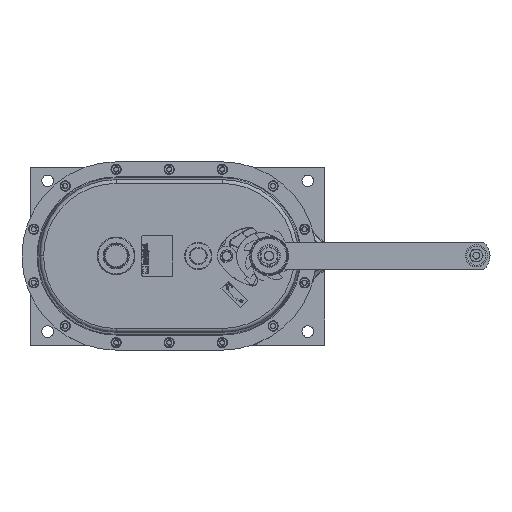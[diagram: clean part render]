
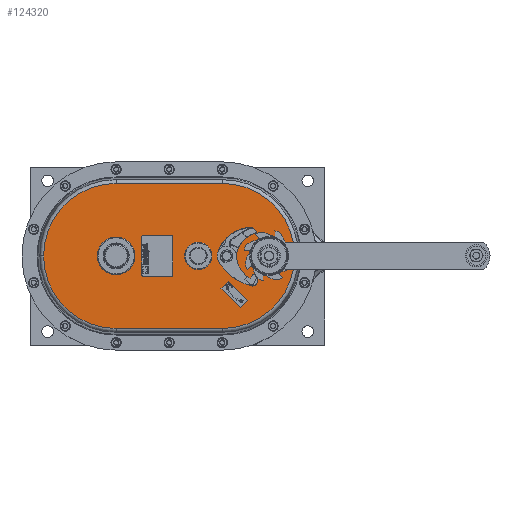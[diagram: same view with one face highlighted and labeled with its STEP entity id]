
A CAD part, top view. The second image highlights one B-rep face of the part: STEP entity #124320.
In plain terms, the highlighted planar face has unit normal (0, 0, 1).
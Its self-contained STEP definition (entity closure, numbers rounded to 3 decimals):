
#95700=CARTESIAN_POINT('',(130.,133.,252.));
#95710=VERTEX_POINT('',#95700);
#95890=CARTESIAN_POINT('',(130.,154.,252.));
#95900=VERTEX_POINT('',#95890);
#95930=CARTESIAN_POINT('',(130.,143.5,252.));
#95940=DIRECTION('',(0.,0.,1.));
#95950=DIRECTION('',(0.,1.,0.));
#95960=AXIS2_PLACEMENT_3D('',#95930,#95940,#95950);
#95970=CIRCLE('',#95960,10.5);
#95980=EDGE_CURVE('',#95710,#95900,#95970,.T.);
#97200=CARTESIAN_POINT('',(130.,205.,252.));
#97210=VERTEX_POINT('',#97200);
#97260=CARTESIAN_POINT('',(130.,185.,252.));
#97270=DIRECTION('',(0.,0.,1.));
#97280=DIRECTION('',(0.,1.,0.));
#97290=AXIS2_PLACEMENT_3D('',#97260,#97270,#97280);
#97300=CIRCLE('',#97290,20.);
#97310=CARTESIAN_POINT('',(130.,165.,252.));
#97320=VERTEX_POINT('',#97310);
#97330=EDGE_CURVE('',#97320,#97210,#97300,.T.);
#100410=CARTESIAN_POINT('',(130.,332.5,252.));
#100420=VERTEX_POINT('',#100410);
#100450=CARTESIAN_POINT('',(130.,305.,252.));
#100460=DIRECTION('',(0.,0.,1.));
#100470=DIRECTION('',(0.,1.,0.));
#100480=AXIS2_PLACEMENT_3D('',#100450,#100460,#100470);
#100490=CIRCLE('',#100480,27.5);
#100500=CARTESIAN_POINT('',(130.,277.5,252.));
#100510=VERTEX_POINT('',#100500);
#100520=EDGE_CURVE('',#100510,#100420,#100490,.T.);
#119470=CARTESIAN_POINT('',(24.04,305.,252.));
#119480=VERTEX_POINT('',#119470);
#119510=CARTESIAN_POINT('',(24.04,150.,252.));
#119520=DIRECTION('',(0.,1.,0.));
#119530=VECTOR('',#119520,1.);
#119540=LINE('',#119510,#119530);
#119550=CARTESIAN_POINT('',(24.04,150.,252.));
#119560=VERTEX_POINT('',#119550);
#119570=EDGE_CURVE('',#119560,#119480,#119540,.T.);
#121540=CARTESIAN_POINT('',(130.,150.,252.));
#121550=DIRECTION('',(0.,0.,-1.));
#121560=DIRECTION('',(0.,1.,0.));
#121570=AXIS2_PLACEMENT_3D('',#121540,#121550,#121560);
#121580=CIRCLE('',#121570,105.96);
#121590=CARTESIAN_POINT('',(130.,44.04,252.));
#121600=VERTEX_POINT('',#121590);
#121610=EDGE_CURVE('',#121600,#119560,#121580,.T.);
#122340=CARTESIAN_POINT('',(130.,410.96,252.));
#122350=VERTEX_POINT('',#122340);
#122440=CARTESIAN_POINT('',(235.96,305.,252.));
#122450=VERTEX_POINT('',#122440);
#122480=CARTESIAN_POINT('',(130.,305.,252.));
#122490=DIRECTION('',(0.,0.,-1.));
#122500=DIRECTION('',(0.,1.,0.));
#122510=AXIS2_PLACEMENT_3D('',#122480,#122490,#122500);
#122520=CIRCLE('',#122510,105.96);
#122530=EDGE_CURVE('',#122350,#122450,#122520,.T.);
#122700=CARTESIAN_POINT('',(235.96,150.,252.));
#122710=VERTEX_POINT('',#122700);
#122740=CARTESIAN_POINT('',(235.96,150.,252.));
#122750=DIRECTION('',(0.,-1.,0.));
#122760=VECTOR('',#122750,1.);
#122770=LINE('',#122740,#122760);
#122780=EDGE_CURVE('',#122450,#122710,#122770,.T.);
#122830=CARTESIAN_POINT('',(20.679,192.486,252.));
#122840=DIRECTION('',(-0.,0.,1.));
#122850=DIRECTION('',(0.,-1.,0.));
#122860=AXIS2_PLACEMENT_3D('',#122830,#122840,#122850);
#122870=PLANE('',#122860);
#122880=CARTESIAN_POINT('',(130.,81.5,252.));
#122890=DIRECTION('',(0.,0.,1.));
#122900=DIRECTION('',(0.,1.,0.));
#122910=AXIS2_PLACEMENT_3D('',#122880,#122890,#122900);
#122920=CIRCLE('',#122910,20.);
#122930=CARTESIAN_POINT('',(130.,101.5,252.));
#122940=VERTEX_POINT('',#122930);
#122950=CARTESIAN_POINT('',(130.,61.5,252.));
#122960=VERTEX_POINT('',#122950);
#122970=EDGE_CURVE('',#122940,#122960,#122920,.T.);
#122980=ORIENTED_EDGE('',*,*,#122970,.F.);
#122990=EDGE_CURVE('',#122960,#122940,#122920,.T.);
#123000=ORIENTED_EDGE('',*,*,#122990,.F.);
#123010=EDGE_LOOP('',(#123000,#122980));
#123020=FACE_BOUND('',#123010,.T.);
#123030=EDGE_CURVE('',#100420,#100510,#100490,.T.);
#123040=ORIENTED_EDGE('',*,*,#123030,.F.);
#123050=ORIENTED_EDGE('',*,*,#100520,.F.);
#123060=EDGE_LOOP('',(#123050,#123040));
#123070=FACE_BOUND('',#123060,.T.);
#123080=EDGE_CURVE('',#97210,#97320,#97300,.T.);
#123090=ORIENTED_EDGE('',*,*,#123080,.F.);
#123100=ORIENTED_EDGE('',*,*,#97330,.F.);
#123110=EDGE_LOOP('',(#123100,#123090));
#123120=FACE_BOUND('',#123110,.T.);
#123130=EDGE_CURVE('',#122710,#121600,#121580,.T.);
#123140=ORIENTED_EDGE('',*,*,#123130,.F.);
#123150=ORIENTED_EDGE('',*,*,#121610,.F.);
#123160=ORIENTED_EDGE('',*,*,#119570,.F.);
#123170=EDGE_CURVE('',#119480,#122350,#122520,.T.);
#123180=ORIENTED_EDGE('',*,*,#123170,.F.);
#123190=ORIENTED_EDGE('',*,*,#122530,.F.);
#123200=ORIENTED_EDGE('',*,*,#122780,.F.);
#123210=EDGE_LOOP('',(#123200,#123190,#123180,#123160,#123150,#123140));
#123220=FACE_OUTER_BOUND('',#123210,.T.);
#123230=EDGE_CURVE('',#95900,#95710,#95970,.T.);
#123240=ORIENTED_EDGE('',*,*,#123230,.F.);
#123250=ORIENTED_EDGE('',*,*,#95980,.F.);
#123260=EDGE_LOOP('',(#123250,#123240));
#123270=FACE_BOUND('',#123260,.T.);
#123280=CARTESIAN_POINT('',(158.,265.5,252.));
#123290=DIRECTION('',(0.,0.,1.));
#123300=DIRECTION('',(0.,1.,0.));
#123310=AXIS2_PLACEMENT_3D('',#123280,#123290,#123300);
#123320=CIRCLE('',#123310,2.);
#123330=CARTESIAN_POINT('',(160.,265.5,252.));
#123340=VERTEX_POINT('',#123330);
#123350=CARTESIAN_POINT('',(158.,267.5,252.));
#123360=VERTEX_POINT('',#123350);
#123370=EDGE_CURVE('',#123340,#123360,#123320,.T.);
#123380=ORIENTED_EDGE('',*,*,#123370,.F.);
#123390=CARTESIAN_POINT('',(0.,267.5,252.));
#123400=DIRECTION('',(-1.,0.,0.));
#123410=VECTOR('',#123400,1.);
#123420=LINE('',#123390,#123410);
#123430=CARTESIAN_POINT('',(102.,267.5,252.));
#123440=VERTEX_POINT('',#123430);
#123450=EDGE_CURVE('',#123360,#123440,#123420,.T.);
#123460=ORIENTED_EDGE('',*,*,#123450,.F.);
#123470=CARTESIAN_POINT('',(102.,265.5,252.));
#123480=DIRECTION('',(0.,0.,-1.));
#123490=DIRECTION('',(0.,-1.,0.));
#123500=AXIS2_PLACEMENT_3D('',#123470,#123480,#123490);
#123510=CIRCLE('',#123500,2.);
#123520=CARTESIAN_POINT('',(100.,265.5,252.));
#123530=VERTEX_POINT('',#123520);
#123540=EDGE_CURVE('',#123530,#123440,#123510,.T.);
#123550=ORIENTED_EDGE('',*,*,#123540,.T.);
#123560=CARTESIAN_POINT('',(100.,0.,252.));
#123570=DIRECTION('',(0.,-1.,0.));
#123580=VECTOR('',#123570,1.);
#123590=LINE('',#123560,#123580);
#123600=CARTESIAN_POINT('',(100.,224.5,252.));
#123610=VERTEX_POINT('',#123600);
#123620=EDGE_CURVE('',#123530,#123610,#123590,.T.);
#123630=ORIENTED_EDGE('',*,*,#123620,.F.);
#123640=CARTESIAN_POINT('',(102.,224.5,252.));
#123650=DIRECTION('',(0.,0.,-1.));
#123660=DIRECTION('',(0.,-1.,0.));
#123670=AXIS2_PLACEMENT_3D('',#123640,#123650,#123660);
#123680=CIRCLE('',#123670,2.);
#123690=CARTESIAN_POINT('',(102.,222.5,252.));
#123700=VERTEX_POINT('',#123690);
#123710=EDGE_CURVE('',#123700,#123610,#123680,.T.);
#123720=ORIENTED_EDGE('',*,*,#123710,.T.);
#123730=CARTESIAN_POINT('',(0.,222.5,252.));
#123740=DIRECTION('',(1.,0.,0.));
#123750=VECTOR('',#123740,1.);
#123760=LINE('',#123730,#123750);
#123770=CARTESIAN_POINT('',(158.,222.5,252.));
#123780=VERTEX_POINT('',#123770);
#123790=EDGE_CURVE('',#123700,#123780,#123760,.T.);
#123800=ORIENTED_EDGE('',*,*,#123790,.F.);
#123810=CARTESIAN_POINT('',(158.,224.5,252.));
#123820=DIRECTION('',(0.,0.,-1.));
#123830=DIRECTION('',(0.,-1.,0.));
#123840=AXIS2_PLACEMENT_3D('',#123810,#123820,#123830);
#123850=CIRCLE('',#123840,2.);
#123860=CARTESIAN_POINT('',(160.,224.5,252.));
#123870=VERTEX_POINT('',#123860);
#123880=EDGE_CURVE('',#123870,#123780,#123850,.T.);
#123890=ORIENTED_EDGE('',*,*,#123880,.T.);
#123900=CARTESIAN_POINT('',(160.,0.,252.));
#123910=DIRECTION('',(0.,-1.,0.));
#123920=VECTOR('',#123910,1.);
#123930=LINE('',#123900,#123920);
#123940=EDGE_CURVE('',#123340,#123870,#123930,.T.);
#123950=ORIENTED_EDGE('',*,*,#123940,.T.);
#123960=EDGE_LOOP('',(#123950,#123890,#123800,#123720,#123630,#123550,
#123460,#123380));
#123970=FACE_BOUND('',#123960,.T.);
#123980=CARTESIAN_POINT('',(0.,47.822,252.));
#123990=DIRECTION('',(0.707,0.707,0.));
#124000=VECTOR('',#123990,1.);
#124010=LINE('',#123980,#124000);
#124020=CARTESIAN_POINT('',(65.067,112.889,252.));
#124030=VERTEX_POINT('',#124020);
#124040=CARTESIAN_POINT('',(93.351,141.173,252.));
#124050=VERTEX_POINT('',#124040);
#124060=EDGE_CURVE('',#124030,#124050,#124010,.T.);
#124070=ORIENTED_EDGE('',*,*,#124060,.F.);
#124080=CARTESIAN_POINT('',(234.525,0.,252.));
#124090=DIRECTION('',(-0.707,0.707,0.));
#124100=VECTOR('',#124090,1.);
#124110=LINE('',#124080,#124100);
#124120=CARTESIAN_POINT('',(82.745,151.78,252.));
#124130=VERTEX_POINT('',#124120);
#124140=EDGE_CURVE('',#124050,#124130,#124110,.T.);
#124150=ORIENTED_EDGE('',*,*,#124140,.F.);
#124160=CARTESIAN_POINT('',(0.,69.035,252.));
#124170=DIRECTION('',(-0.707,-0.707,0.));
#124180=VECTOR('',#124170,1.);
#124190=LINE('',#124160,#124180);
#124200=CARTESIAN_POINT('',(54.461,123.496,252.));
#124210=VERTEX_POINT('',#124200);
#124220=EDGE_CURVE('',#124130,#124210,#124190,.T.);
#124230=ORIENTED_EDGE('',*,*,#124220,.F.);
#124240=CARTESIAN_POINT('',(177.956,0.,252.));
#124250=DIRECTION('',(0.707,-0.707,0.));
#124260=VECTOR('',#124250,1.);
#124270=LINE('',#124240,#124260);
#124280=EDGE_CURVE('',#124210,#124030,#124270,.T.);
#124290=ORIENTED_EDGE('',*,*,#124280,.F.);
#124300=EDGE_LOOP('',(#124290,#124230,#124150,#124070));
#124310=FACE_BOUND('',#124300,.T.);
#124320=ADVANCED_FACE('',(#123020,#123070,#123120,#123220,#123270,
#123970,#124310),#122870,.T.);
